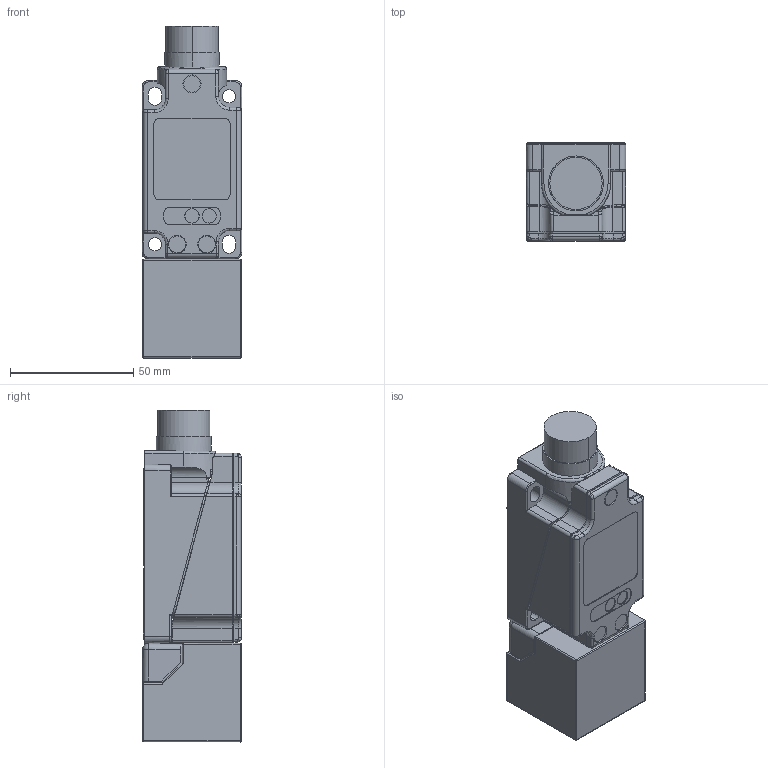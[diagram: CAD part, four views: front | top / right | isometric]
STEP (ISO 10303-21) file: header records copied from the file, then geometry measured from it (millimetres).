
FILE_DESCRIPTION((''),'2;1');
FILE_NAME('DM_CAD-3145_SW0001','2017-07-21T',('creinig-se'),(''),'PRO/ENGINEER BY PARAMETRIC TECHNOLOGY CORPORATION, 2015440','PRO/ENGINEER BY PARAMETRIC TECHNOLOGY CORPORATION, 2015440','');
FILE_SCHEMA(('CONFIG_CONTROL_DESIGN'));
Products named in the file (1): DM_CAD-3145_SW0001
Bounding box: 40.5 x 40.02 x 134.61 mm (x, y, z)
Volume: 172514.3 mm3; surface area: 33208.2 mm2
Topology: 2 solids, 2 shells, 1448 faces, 3998 edges, 2645 vertices
Faces by surface type: plane 912, cylinder 363, bspline 86, torus 54, cone 17, sphere 16
Entity records: 60547 total; most frequent: CARTESIAN_POINT 13861, ORIENTED_EDGE 7892, DIRECTION 6955, EDGE_CURVE 3946, VECTOR 2911, LINE 2911, VERTEX_POINT 2543, AXIS2_PLACEMENT_3D 2022
